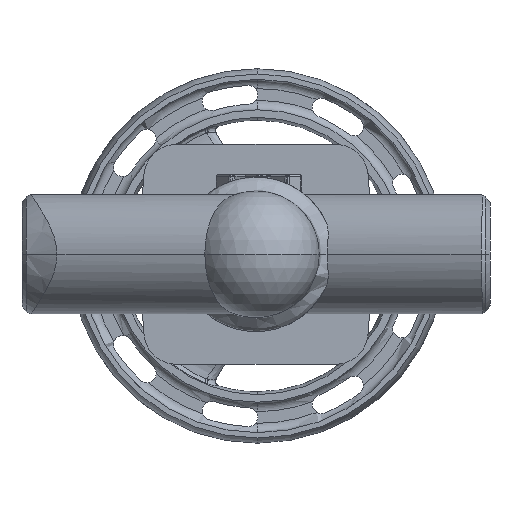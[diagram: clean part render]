
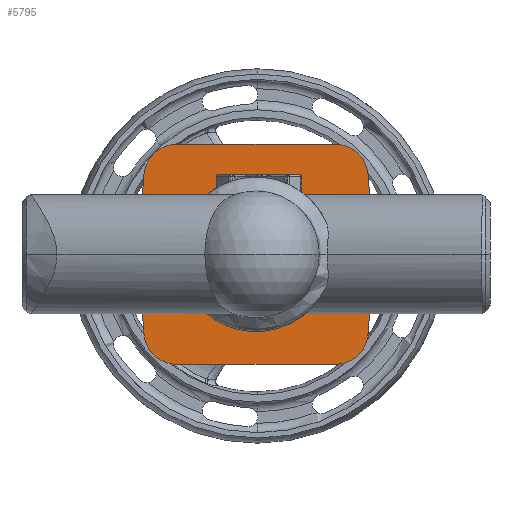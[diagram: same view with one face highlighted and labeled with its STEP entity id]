
A CAD part, front view. The second image highlights one B-rep face of the part: STEP entity #5795.
In plain terms, the highlighted planar face has unit normal (0, -1, 0).
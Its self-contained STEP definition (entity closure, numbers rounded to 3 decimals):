
#580 = CARTESIAN_POINT ( 'NONE',  ( -33.945, 47., -33. ) ) ;
#633 = DIRECTION ( 'NONE',  ( 0., 0., 1. ) ) ;
#756 = VERTEX_POINT ( 'NONE', #30878 ) ;
#845 = ORIENTED_EDGE ( 'NONE', *, *, #16542, .T. ) ;
#1013 = AXIS2_PLACEMENT_3D ( 'NONE', #7209, #10300, #31714 ) ;
#1415 = LINE ( 'NONE', #18745, #7640 ) ;
#1805 = VECTOR ( 'NONE', #6643, 1000. ) ;
#2073 = VECTOR ( 'NONE', #24004, 1000. ) ;
#2868 = CIRCLE ( 'NONE', #35086, 14. ) ;
#3050 = VERTEX_POINT ( 'NONE', #25670 ) ;
#3173 = VERTEX_POINT ( 'NONE', #24100 ) ;
#3668 = DIRECTION ( 'NONE',  ( 0., 0., 1. ) ) ;
#3934 = EDGE_CURVE ( 'NONE', #3050, #39269, #25612, .T. ) ;
#4031 = CARTESIAN_POINT ( 'NONE',  ( 33.945, 47., -33. ) ) ;
#4106 = AXIS2_PLACEMENT_3D ( 'NONE', #34107, #15801, #37176 ) ;
#4232 = EDGE_CURVE ( 'NONE', #19887, #3050, #5206, .T. ) ;
#4296 = EDGE_CURVE ( 'NONE', #5071, #756, #9233, .T. ) ;
#4370 = CARTESIAN_POINT ( 'NONE',  ( -33.945, 47., 33. ) ) ;
#4487 = VERTEX_POINT ( 'NONE', #18728 ) ;
#4527 = ORIENTED_EDGE ( 'NONE', *, *, #30757, .F. ) ;
#4742 = CARTESIAN_POINT ( 'NONE',  ( 47.911, 47., -33.977 ) ) ;
#5071 = VERTEX_POINT ( 'NONE', #4742 ) ;
#5206 =( BOUNDED_CURVE ( )  B_SPLINE_CURVE ( 3, ( #8368, #35812, #32860, #14534 ),
 .UNSPECIFIED., .F., .F. ) 
 B_SPLINE_CURVE_WITH_KNOTS ( ( 4, 4 ),
 ( 3.142, 3.694 ),
 .UNSPECIFIED. ) 
 CURVE ( )  GEOMETRIC_REPRESENTATION_ITEM ( )  RATIONAL_B_SPLINE_CURVE ( ( 1., 0.975, 0.975, 1. ) ) 
 REPRESENTATION_ITEM ( '' )  );
#5795 = ADVANCED_FACE ( 'NONE', ( #15288, #22531 ), #25614, .F. ) ;
#5979 = CARTESIAN_POINT ( 'NONE',  ( 37.838, 47., 9.338 ) ) ;
#6643 = DIRECTION ( 'NONE',  ( -1., 0., 0. ) ) ;
#7112 = DIRECTION ( 'NONE',  ( 0., 0., 1. ) ) ;
#7209 = CARTESIAN_POINT ( 'NONE',  ( 0., 47., 0. ) ) ;
#7464 = DIRECTION ( 'NONE',  ( 0., 0., 1. ) ) ;
#7502 = DIRECTION ( 'NONE',  ( 0., 1., 0. ) ) ;
#7640 = VECTOR ( 'NONE', #36995, 1000. ) ;
#8252 = CARTESIAN_POINT ( 'NONE',  ( -50.287, 47., 0. ) ) ;
#8368 = CARTESIAN_POINT ( 'NONE',  ( 41.827, 47., 0. ) ) ;
#8530 = CARTESIAN_POINT ( 'NONE',  ( 33.945, 47., 47. ) ) ;
#8771 = VERTEX_POINT ( 'NONE', #25128 ) ;
#9233 = LINE ( 'NONE', #32992, #2073 ) ;
#9867 = CARTESIAN_POINT ( 'NONE',  ( 47., 47., -47. ) ) ;
#10123 = AXIS2_PLACEMENT_3D ( 'NONE', #4370, #25847, #7464 ) ;
#10133 = LINE ( 'NONE', #31541, #25517 ) ;
#10300 = DIRECTION ( 'NONE',  ( 0., 1., 0. ) ) ;
#10500 = EDGE_CURVE ( 'NONE', #19276, #11981, #32072, .T. ) ;
#10558 = EDGE_CURVE ( 'NONE', #756, #8771, #1415, .T. ) ;
#11474 = AXIS2_PLACEMENT_3D ( 'NONE', #25879, #7502, #28906 ) ;
#11981 = VERTEX_POINT ( 'NONE', #29096 ) ;
#12167 = CARTESIAN_POINT ( 'NONE',  ( 41.827, 47., 4.759 ) ) ;
#12863 = ORIENTED_EDGE ( 'NONE', *, *, #10558, .T. ) ;
#13172 = DIRECTION ( 'NONE',  ( -0.07, 0., 0.998 ) ) ;
#13731 = VERTEX_POINT ( 'NONE', #35145 ) ;
#14534 = CARTESIAN_POINT ( 'NONE',  ( 30.162, 47., -13.389 ) ) ;
#14649 = CIRCLE ( 'NONE', #10123, 14. ) ;
#15288 = FACE_BOUND ( 'NONE', #38895, .T. ) ;
#15630 = AXIS2_PLACEMENT_3D ( 'NONE', #4031, #25503, #7112 ) ;
#15801 = DIRECTION ( 'NONE',  ( 0., -1., 0. ) ) ;
#16064 =( BOUNDED_CURVE ( )  B_SPLINE_CURVE ( 3, ( #39326, #5979, #12167, #33555 ),
 .UNSPECIFIED., .F., .F. ) 
 B_SPLINE_CURVE_WITH_KNOTS ( ( 4, 4 ),
 ( 2.589, 3.142 ),
 .UNSPECIFIED. ) 
 CURVE ( )  GEOMETRIC_REPRESENTATION_ITEM ( )  RATIONAL_B_SPLINE_CURVE ( ( 1., 0.975, 0.975, 1. ) ) 
 REPRESENTATION_ITEM ( '' )  );
#16542 = EDGE_CURVE ( 'NONE', #11981, #13731, #14649, .T. ) ;
#17130 = LINE ( 'NONE', #9867, #1805 ) ;
#17862 = CARTESIAN_POINT ( 'NONE',  ( -33., 47., 0. ) ) ;
#18399 = EDGE_LOOP ( 'NONE', ( #34175, #33753, #4527, #33419, #25317, #12863, #18935, #36465, #845, #27677 ) ) ;
#18615 = EDGE_CURVE ( 'NONE', #4487, #13731, #27372, .T. ) ;
#18728 = CARTESIAN_POINT ( 'NONE',  ( -50.287, 47., 0. ) ) ;
#18745 = CARTESIAN_POINT ( 'NONE',  ( 50.287, 47., 0. ) ) ;
#18935 = ORIENTED_EDGE ( 'NONE', *, *, #20432, .T. ) ;
#19026 = DIRECTION ( 'NONE',  ( 0., 1., 0. ) ) ;
#19042 = CIRCLE ( 'NONE', #4106, 14. ) ;
#19276 = VERTEX_POINT ( 'NONE', #8530 ) ;
#19564 = CIRCLE ( 'NONE', #11474, 33. ) ;
#19732 = ORIENTED_EDGE ( 'NONE', *, *, #35957, .T. ) ;
#19887 = VERTEX_POINT ( 'NONE', #36167 ) ;
#20432 = EDGE_CURVE ( 'NONE', #8771, #19276, #19042, .T. ) ;
#21706 = DIRECTION ( 'NONE',  ( -1., 0., 0. ) ) ;
#21824 = VERTEX_POINT ( 'NONE', #28897 ) ;
#22069 = DIRECTION ( 'NONE',  ( 0., -1., 0. ) ) ;
#22531 = FACE_OUTER_BOUND ( 'NONE', #18399, .T. ) ;
#22778 = CARTESIAN_POINT ( 'NONE',  ( 33.945, 47., -47. ) ) ;
#23603 = CARTESIAN_POINT ( 'NONE',  ( -33.945, 47., -47. ) ) ;
#24004 = DIRECTION ( 'NONE',  ( 0.07, 0., 0.998 ) ) ;
#24041 = VECTOR ( 'NONE', #21706, 1000. ) ;
#24100 = CARTESIAN_POINT ( 'NONE',  ( -47.911, 47., -33.977 ) ) ;
#24784 = CARTESIAN_POINT ( 'NONE',  ( 47., 47., 47. ) ) ;
#25128 = CARTESIAN_POINT ( 'NONE',  ( 47.911, 47., 33.977 ) ) ;
#25317 = ORIENTED_EDGE ( 'NONE', *, *, #4296, .T. ) ;
#25503 = DIRECTION ( 'NONE',  ( 0., -1., 0. ) ) ;
#25517 = VECTOR ( 'NONE', #13172, 1000. ) ;
#25612 = CIRCLE ( 'NONE', #30712, 33. ) ;
#25614 = PLANE ( 'NONE',  #1013 ) ;
#25670 = CARTESIAN_POINT ( 'NONE',  ( 30.162, 47., -13.389 ) ) ;
#25847 = DIRECTION ( 'NONE',  ( 0., -1., 0. ) ) ;
#25879 = CARTESIAN_POINT ( 'NONE',  ( 0., 47., 0. ) ) ;
#26273 = ORIENTED_EDGE ( 'NONE', *, *, #28857, .T. ) ;
#26283 = EDGE_CURVE ( 'NONE', #32366, #5071, #26758, .T. ) ;
#26415 = VECTOR ( 'NONE', #38888, 1000. ) ;
#26611 = ORIENTED_EDGE ( 'NONE', *, *, #4232, .T. ) ;
#26758 = CIRCLE ( 'NONE', #15630, 14. ) ;
#26994 = ORIENTED_EDGE ( 'NONE', *, *, #3934, .T. ) ;
#27372 = LINE ( 'NONE', #8252, #26415 ) ;
#27677 = ORIENTED_EDGE ( 'NONE', *, *, #18615, .F. ) ;
#28857 = EDGE_CURVE ( 'NONE', #21824, #19887, #16064, .T. ) ;
#28897 = CARTESIAN_POINT ( 'NONE',  ( 30.162, 47., 13.389 ) ) ;
#28906 = DIRECTION ( 'NONE',  ( 0., 0., 1. ) ) ;
#29096 = CARTESIAN_POINT ( 'NONE',  ( -33.945, 47., 47. ) ) ;
#30049 = EDGE_CURVE ( 'NONE', #3173, #35191, #2868, .T. ) ;
#30712 = AXIS2_PLACEMENT_3D ( 'NONE', #37276, #19026, #633 ) ;
#30757 = EDGE_CURVE ( 'NONE', #32366, #35191, #17130, .T. ) ;
#30878 = CARTESIAN_POINT ( 'NONE',  ( 50.287, 47., 0. ) ) ;
#31541 = CARTESIAN_POINT ( 'NONE',  ( -47., 47., -47. ) ) ;
#31714 = DIRECTION ( 'NONE',  ( 0., 0., 1. ) ) ;
#32072 = LINE ( 'NONE', #24784, #24041 ) ;
#32366 = VERTEX_POINT ( 'NONE', #22778 ) ;
#32860 = CARTESIAN_POINT ( 'NONE',  ( 37.838, 47., -9.338 ) ) ;
#32992 = CARTESIAN_POINT ( 'NONE',  ( 47., 47., -47. ) ) ;
#33419 = ORIENTED_EDGE ( 'NONE', *, *, #26283, .T. ) ;
#33555 = CARTESIAN_POINT ( 'NONE',  ( 41.827, 47., 0. ) ) ;
#33753 = ORIENTED_EDGE ( 'NONE', *, *, #30049, .T. ) ;
#34013 = EDGE_CURVE ( 'NONE', #3173, #4487, #10133, .T. ) ;
#34107 = CARTESIAN_POINT ( 'NONE',  ( 33.945, 47., 33. ) ) ;
#34175 = ORIENTED_EDGE ( 'NONE', *, *, #34013, .F. ) ;
#35086 = AXIS2_PLACEMENT_3D ( 'NONE', #580, #22069, #3668 ) ;
#35145 = CARTESIAN_POINT ( 'NONE',  ( -47.911, 47., 33.977 ) ) ;
#35191 = VERTEX_POINT ( 'NONE', #23603 ) ;
#35812 = CARTESIAN_POINT ( 'NONE',  ( 41.827, 47., -4.759 ) ) ;
#35957 = EDGE_CURVE ( 'NONE', #39269, #21824, #19564, .T. ) ;
#36167 = CARTESIAN_POINT ( 'NONE',  ( 41.827, 47., 0. ) ) ;
#36465 = ORIENTED_EDGE ( 'NONE', *, *, #10500, .T. ) ;
#36995 = DIRECTION ( 'NONE',  ( -0.07, 0., 0.998 ) ) ;
#37176 = DIRECTION ( 'NONE',  ( 0., 0., 1. ) ) ;
#37276 = CARTESIAN_POINT ( 'NONE',  ( 0., 47., 0. ) ) ;
#38888 = DIRECTION ( 'NONE',  ( 0.07, 0., 0.998 ) ) ;
#38895 = EDGE_LOOP ( 'NONE', ( #26273, #26611, #26994, #19732 ) ) ;
#39269 = VERTEX_POINT ( 'NONE', #17862 ) ;
#39326 = CARTESIAN_POINT ( 'NONE',  ( 30.162, 47., 13.389 ) ) ;
